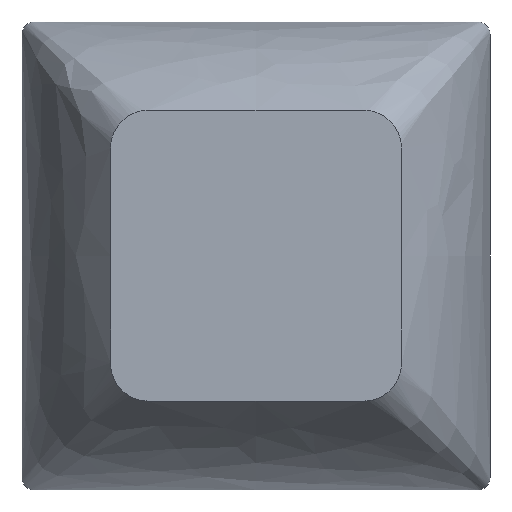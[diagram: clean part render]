
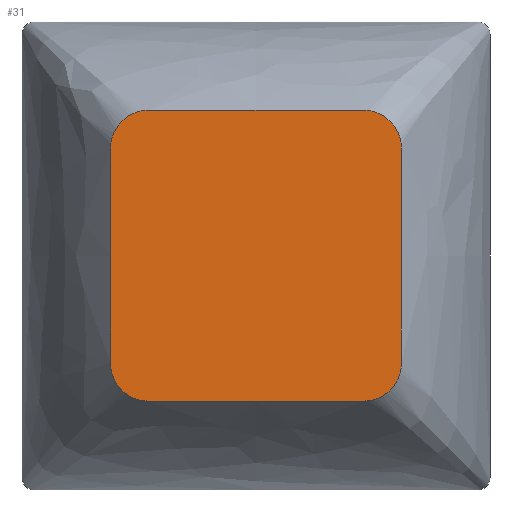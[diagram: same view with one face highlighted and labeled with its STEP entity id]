
A CAD part, top view. The second image highlights one B-rep face of the part: STEP entity #31.
In plain terms, the highlighted planar face has unit normal (0, 0, 1).
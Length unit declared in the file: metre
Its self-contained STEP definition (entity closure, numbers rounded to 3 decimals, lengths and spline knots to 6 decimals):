
#31 = ADVANCED_FACE( '', ( #57 ), #58, .T. );
#57 = FACE_OUTER_BOUND( '', #373, .T. );
#58 = PLANE( '', #374 );
#373 = EDGE_LOOP( '', ( #418, #419, #420, #421, #422, #423, #424, #425, #426, #427, #428, #429 ) );
#374 = AXIS2_PLACEMENT_3D( '', #430, #431, #432 );
#418 = ORIENTED_EDGE( '', *, *, #435, .T. );
#419 = ORIENTED_EDGE( '', *, *, #434, .T. );
#420 = ORIENTED_EDGE( '', *, *, #445, .T. );
#421 = ORIENTED_EDGE( '', *, *, #444, .T. );
#422 = ORIENTED_EDGE( '', *, *, #443, .T. );
#423 = ORIENTED_EDGE( '', *, *, #442, .T. );
#424 = ORIENTED_EDGE( '', *, *, #441, .T. );
#425 = ORIENTED_EDGE( '', *, *, #440, .T. );
#426 = ORIENTED_EDGE( '', *, *, #439, .T. );
#427 = ORIENTED_EDGE( '', *, *, #438, .T. );
#428 = ORIENTED_EDGE( '', *, *, #437, .T. );
#429 = ORIENTED_EDGE( '', *, *, #436, .T. );
#430 = CARTESIAN_POINT( '', ( 0.04, 0., 0.008 ) );
#431 = DIRECTION( '', ( 0., 0., 1. ) );
#432 = DIRECTION( '', ( 1., 0., 0. ) );
#434 = EDGE_CURVE( '', #461, #462, #463, .T. );
#435 = EDGE_CURVE( '', #464, #461, #465, .T. );
#436 = EDGE_CURVE( '', #466, #464, #467, .T. );
#437 = EDGE_CURVE( '', #468, #466, #469, .T. );
#438 = EDGE_CURVE( '', #470, #468, #471, .T. );
#439 = EDGE_CURVE( '', #472, #470, #473, .T. );
#440 = EDGE_CURVE( '', #474, #472, #475, .T. );
#441 = EDGE_CURVE( '', #476, #474, #477, .T. );
#442 = EDGE_CURVE( '', #478, #476, #479, .T. );
#443 = EDGE_CURVE( '', #480, #478, #481, .T. );
#444 = EDGE_CURVE( '', #482, #480, #483, .T. );
#445 = EDGE_CURVE( '', #462, #482, #484, .T. );
#461 = VERTEX_POINT( '', #512 );
#462 = VERTEX_POINT( '', #513 );
#463 = B_SPLINE_CURVE_WITH_KNOTS( '', 1, ( #514, #515 ), .UNSPECIFIED., .F., .F., ( 2, 2 ), ( 0., 1. ), .UNSPECIFIED. );
#464 = VERTEX_POINT( '', #516 );
#465 = B_SPLINE_CURVE_WITH_KNOTS( '', 1, ( #517, #518 ), .UNSPECIFIED., .F., .F., ( 2, 2 ), ( 0., 1. ), .UNSPECIFIED. );
#466 = VERTEX_POINT( '', #519 );
#467 = B_SPLINE_CURVE_WITH_KNOTS( '', 2, ( #520, #521, #522, #523, #524, #525, #526, #527, #528 ), .UNSPECIFIED., .F., .F., ( 3, 2, 2, 2, 3 ), ( 0., 0.25, 0.5, 0.75, 1. ), .UNSPECIFIED. );
#468 = VERTEX_POINT( '', #529 );
#469 = B_SPLINE_CURVE_WITH_KNOTS( '', 1, ( #530, #531 ), .UNSPECIFIED., .F., .F., ( 2, 2 ), ( 0., 1. ), .UNSPECIFIED. );
#470 = VERTEX_POINT( '', #532 );
#471 = B_SPLINE_CURVE_WITH_KNOTS( '', 1, ( #533, #534 ), .UNSPECIFIED., .F., .F., ( 2, 2 ), ( 0., 1. ), .UNSPECIFIED. );
#472 = VERTEX_POINT( '', #535 );
#473 = B_SPLINE_CURVE_WITH_KNOTS( '', 2, ( #536, #537, #538, #539, #540, #541, #542, #543, #544 ), .UNSPECIFIED., .F., .F., ( 3, 2, 2, 2, 3 ), ( 0., 0.25, 0.5, 0.75, 1. ), .UNSPECIFIED. );
#474 = VERTEX_POINT( '', #545 );
#475 = B_SPLINE_CURVE_WITH_KNOTS( '', 1, ( #546, #547 ), .UNSPECIFIED., .F., .F., ( 2, 2 ), ( 0., 1. ), .UNSPECIFIED. );
#476 = VERTEX_POINT( '', #548 );
#477 = B_SPLINE_CURVE_WITH_KNOTS( '', 1, ( #549, #550 ), .UNSPECIFIED., .F., .F., ( 2, 2 ), ( 0., 1. ), .UNSPECIFIED. );
#478 = VERTEX_POINT( '', #551 );
#479 = B_SPLINE_CURVE_WITH_KNOTS( '', 2, ( #552, #553, #554, #555, #556, #557, #558, #559, #560 ), .UNSPECIFIED., .F., .F., ( 3, 2, 2, 2, 3 ), ( 0., 0.25, 0.5, 0.75, 1. ), .UNSPECIFIED. );
#480 = VERTEX_POINT( '', #561 );
#481 = B_SPLINE_CURVE_WITH_KNOTS( '', 1, ( #562, #563 ), .UNSPECIFIED., .F., .F., ( 2, 2 ), ( 0., 1. ), .UNSPECIFIED. );
#482 = VERTEX_POINT( '', #564 );
#483 = B_SPLINE_CURVE_WITH_KNOTS( '', 1, ( #565, #566 ), .UNSPECIFIED., .F., .F., ( 2, 2 ), ( 0., 1. ), .UNSPECIFIED. );
#484 = B_SPLINE_CURVE_WITH_KNOTS( '', 2, ( #567, #568, #569, #570, #571, #572, #573, #574, #575 ), .UNSPECIFIED., .F., .F., ( 3, 2, 2, 2, 3 ), ( 0., 0.25, 0.5, 0.75, 1. ), .UNSPECIFIED. );
#512 = CARTESIAN_POINT( '', ( 0.04575, 0., 0.008 ) );
#513 = CARTESIAN_POINT( '', ( 0.04575, 0.00425, 0.008 ) );
#514 = CARTESIAN_POINT( '', ( 0.04575, 0., 0.008 ) );
#515 = CARTESIAN_POINT( '', ( 0.04575, 0.00425, 0.008 ) );
#516 = CARTESIAN_POINT( '', ( 0.04575, -0.00425, 0.008 ) );
#517 = CARTESIAN_POINT( '', ( 0.04575, -0.00425, 0.008 ) );
#518 = CARTESIAN_POINT( '', ( 0.04575, 0., 0.008 ) );
#519 = CARTESIAN_POINT( '', ( 0.04425, -0.00575, 0.008 ) );
#520 = CARTESIAN_POINT( '', ( 0.04425, -0.00575, 0.008 ) );
#521 = CARTESIAN_POINT( '', ( 0.044548, -0.00575, 0.008 ) );
#522 = CARTESIAN_POINT( '', ( 0.044824, -0.005636, 0.008 ) );
#523 = CARTESIAN_POINT( '', ( 0.045099, -0.005522, 0.008 ) );
#524 = CARTESIAN_POINT( '', ( 0.045311, -0.005311, 0.008 ) );
#525 = CARTESIAN_POINT( '', ( 0.045521, -0.0051, 0.008 ) );
#526 = CARTESIAN_POINT( '', ( 0.045636, -0.004824, 0.008 ) );
#527 = CARTESIAN_POINT( '', ( 0.04575, -0.004549, 0.008 ) );
#528 = CARTESIAN_POINT( '', ( 0.04575, -0.00425, 0.008 ) );
#529 = CARTESIAN_POINT( '', ( 0.04, -0.00575, 0.008 ) );
#530 = CARTESIAN_POINT( '', ( 0.04, -0.00575, 0.008 ) );
#531 = CARTESIAN_POINT( '', ( 0.04425, -0.00575, 0.008 ) );
#532 = CARTESIAN_POINT( '', ( 0.03575, -0.00575, 0.008 ) );
#533 = CARTESIAN_POINT( '', ( 0.03575, -0.00575, 0.008 ) );
#534 = CARTESIAN_POINT( '', ( 0.04, -0.00575, 0.008 ) );
#535 = CARTESIAN_POINT( '', ( 0.03425, -0.00425, 0.008 ) );
#536 = CARTESIAN_POINT( '', ( 0.03425, -0.00425, 0.008 ) );
#537 = CARTESIAN_POINT( '', ( 0.03425, -0.004548, 0.008 ) );
#538 = CARTESIAN_POINT( '', ( 0.034364, -0.004824, 0.008 ) );
#539 = CARTESIAN_POINT( '', ( 0.034478, -0.005099, 0.008 ) );
#540 = CARTESIAN_POINT( '', ( 0.034689, -0.005311, 0.008 ) );
#541 = CARTESIAN_POINT( '', ( 0.0349, -0.005521, 0.008 ) );
#542 = CARTESIAN_POINT( '', ( 0.035176, -0.005636, 0.008 ) );
#543 = CARTESIAN_POINT( '', ( 0.035451, -0.00575, 0.008 ) );
#544 = CARTESIAN_POINT( '', ( 0.03575, -0.00575, 0.008 ) );
#545 = CARTESIAN_POINT( '', ( 0.03425, 0., 0.008 ) );
#546 = CARTESIAN_POINT( '', ( 0.03425, 0., 0.008 ) );
#547 = CARTESIAN_POINT( '', ( 0.03425, -0.00425, 0.008 ) );
#548 = CARTESIAN_POINT( '', ( 0.03425, 0.00425, 0.008 ) );
#549 = CARTESIAN_POINT( '', ( 0.03425, 0.00425, 0.008 ) );
#550 = CARTESIAN_POINT( '', ( 0.03425, 0., 0.008 ) );
#551 = CARTESIAN_POINT( '', ( 0.03575, 0.00575, 0.008 ) );
#552 = CARTESIAN_POINT( '', ( 0.03575, 0.00575, 0.008 ) );
#553 = CARTESIAN_POINT( '', ( 0.035452, 0.00575, 0.008 ) );
#554 = CARTESIAN_POINT( '', ( 0.035176, 0.005636, 0.008 ) );
#555 = CARTESIAN_POINT( '', ( 0.034901, 0.005522, 0.008 ) );
#556 = CARTESIAN_POINT( '', ( 0.034689, 0.005311, 0.008 ) );
#557 = CARTESIAN_POINT( '', ( 0.034479, 0.0051, 0.008 ) );
#558 = CARTESIAN_POINT( '', ( 0.034364, 0.004824, 0.008 ) );
#559 = CARTESIAN_POINT( '', ( 0.03425, 0.004549, 0.008 ) );
#560 = CARTESIAN_POINT( '', ( 0.03425, 0.00425, 0.008 ) );
#561 = CARTESIAN_POINT( '', ( 0.04, 0.00575, 0.008 ) );
#562 = CARTESIAN_POINT( '', ( 0.04, 0.00575, 0.008 ) );
#563 = CARTESIAN_POINT( '', ( 0.03575, 0.00575, 0.008 ) );
#564 = CARTESIAN_POINT( '', ( 0.04425, 0.00575, 0.008 ) );
#565 = CARTESIAN_POINT( '', ( 0.04425, 0.00575, 0.008 ) );
#566 = CARTESIAN_POINT( '', ( 0.04, 0.00575, 0.008 ) );
#567 = CARTESIAN_POINT( '', ( 0.04575, 0.00425, 0.008 ) );
#568 = CARTESIAN_POINT( '', ( 0.04575, 0.004548, 0.008 ) );
#569 = CARTESIAN_POINT( '', ( 0.045636, 0.004824, 0.008 ) );
#570 = CARTESIAN_POINT( '', ( 0.045522, 0.005099, 0.008 ) );
#571 = CARTESIAN_POINT( '', ( 0.045311, 0.005311, 0.008 ) );
#572 = CARTESIAN_POINT( '', ( 0.0451, 0.005521, 0.008 ) );
#573 = CARTESIAN_POINT( '', ( 0.044824, 0.005636, 0.008 ) );
#574 = CARTESIAN_POINT( '', ( 0.044549, 0.00575, 0.008 ) );
#575 = CARTESIAN_POINT( '', ( 0.04425, 0.00575, 0.008 ) );
